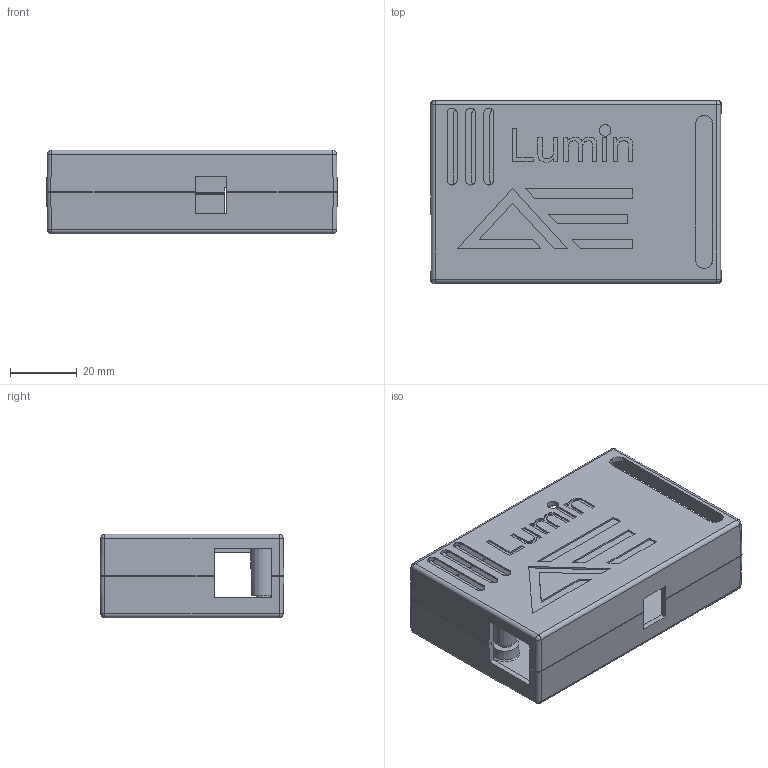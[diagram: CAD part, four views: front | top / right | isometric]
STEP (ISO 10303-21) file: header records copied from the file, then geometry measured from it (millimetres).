
FILE_DESCRIPTION(/* description */ (''),/* implementation_level */ '2;1');
FILE_NAME(/* name */ 'case injection molding V2.1.step',/* time_stamp */ '2024-02-05T15:31:44+01:00',/* author */ (''),/* organization */ (''),/* preprocessor_version */ 'ST-DEVELOPER v20',/* originating_system */ 'Autodesk Translation Framework v12.14.0.127',/* authorisation */ '');
FILE_SCHEMA (('AUTOMOTIVE_DESIGN { 1 0 10303 214 3 1 1 }'));
Length unit declared in the file: millimetre
Products named in the file (1): case v2
Bounding box: 86.98 x 54.98 x 25 mm (x, y, z)
Volume: 23371.4 mm3; surface area: 31822.5 mm2
Topology: 2 solids, 2 shells, 302 faces, 782 edges, 511 vertices
Faces by surface type: plane 194, cylinder 41, bspline 38, cone 15, sphere 8, torus 6
Full cylindrical faces by diameter (mm): 2.2 x3, 3.5 x1, 4.8 x3
Entity records: 9571 total; most frequent: CARTESIAN_POINT 2242, ORIENTED_EDGE 1564, DIRECTION 1375, EDGE_CURVE 782, LINE 567, VECTOR 567, VERTEX_POINT 511, AXIS2_PLACEMENT_3D 404
